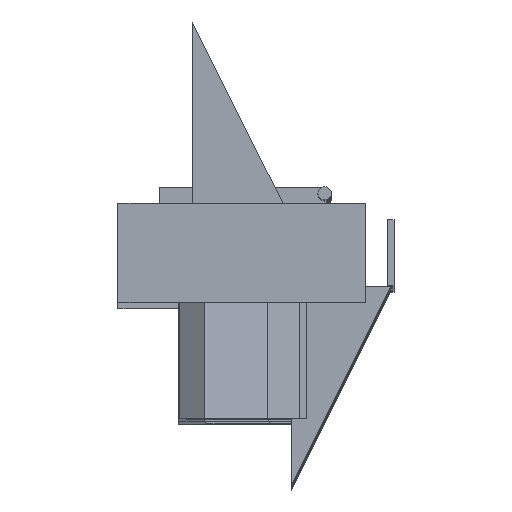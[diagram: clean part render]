
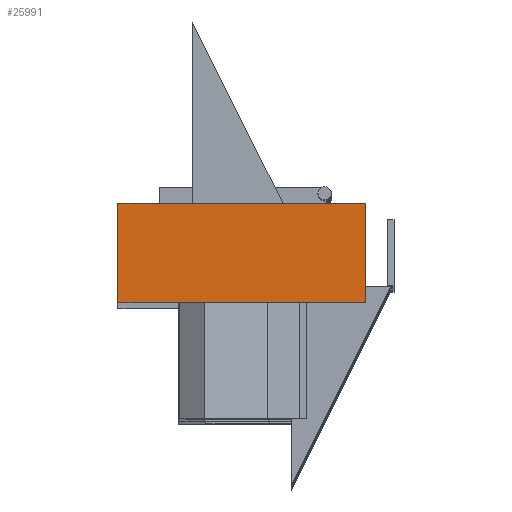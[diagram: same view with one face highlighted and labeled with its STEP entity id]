
A CAD part, top view. The second image highlights one B-rep face of the part: STEP entity #25991.
In plain terms, the highlighted planar face has unit normal (0, 0, 1).
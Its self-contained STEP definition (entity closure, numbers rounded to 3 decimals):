
#25691 = PLANE('',#25692);
#25692 = AXIS2_PLACEMENT_3D('',#25693,#25694,#25695);
#25693 = CARTESIAN_POINT('',(-3.75,-1.5,105.));
#25694 = DIRECTION('',(1.,0.,0.));
#25695 = DIRECTION('',(0.,0.,1.));
#25719 = PLANE('',#25720);
#25720 = AXIS2_PLACEMENT_3D('',#25721,#25722,#25723);
#25721 = CARTESIAN_POINT('',(-3.75,-1.5,105.));
#25722 = DIRECTION('',(0.,1.,0.));
#25723 = DIRECTION('',(0.,0.,1.));
#25747 = PLANE('',#25748);
#25748 = AXIS2_PLACEMENT_3D('',#25749,#25750,#25751);
#25749 = CARTESIAN_POINT('',(3.75,-1.5,105.));
#25750 = DIRECTION('',(1.,0.,0.));
#25751 = DIRECTION('',(0.,0.,1.));
#25773 = PLANE('',#25774);
#25774 = AXIS2_PLACEMENT_3D('',#25775,#25776,#25777);
#25775 = CARTESIAN_POINT('',(-3.75,1.5,105.));
#25776 = DIRECTION('',(0.,1.,0.));
#25777 = DIRECTION('',(0.,0.,1.));
#25795 = VERTEX_POINT('',#25796);
#25796 = CARTESIAN_POINT('',(-3.75,-1.5,110.));
#25819 = VERTEX_POINT('',#25820);
#25820 = CARTESIAN_POINT('',(-3.75,1.5,110.));
#25841 = EDGE_CURVE('',#25795,#25819,#25842,.T.);
#25842 = SURFACE_CURVE('',#25843,(#25847,#25854),.PCURVE_S1.);
#25843 = LINE('',#25844,#25845);
#25844 = CARTESIAN_POINT('',(-3.75,-1.5,110.));
#25845 = VECTOR('',#25846,1.);
#25846 = DIRECTION('',(0.,1.,0.));
#25847 = PCURVE('',#25691,#25848);
#25848 = DEFINITIONAL_REPRESENTATION('',(#25849),#25853);
#25849 = LINE('',#25850,#25851);
#25850 = CARTESIAN_POINT('',(5.,0.));
#25851 = VECTOR('',#25852,1.);
#25852 = DIRECTION('',(0.,-1.));
#25853 = ( GEOMETRIC_REPRESENTATION_CONTEXT(2) 
PARAMETRIC_REPRESENTATION_CONTEXT() REPRESENTATION_CONTEXT('2D SPACE',''
  ) );
#25854 = PCURVE('',#25855,#25860);
#25855 = PLANE('',#25856);
#25856 = AXIS2_PLACEMENT_3D('',#25857,#25858,#25859);
#25857 = CARTESIAN_POINT('',(-3.75,-1.5,110.));
#25858 = DIRECTION('',(0.,0.,1.));
#25859 = DIRECTION('',(1.,0.,0.));
#25860 = DEFINITIONAL_REPRESENTATION('',(#25861),#25865);
#25861 = LINE('',#25862,#25863);
#25862 = CARTESIAN_POINT('',(0.,0.));
#25863 = VECTOR('',#25864,1.);
#25864 = DIRECTION('',(0.,1.));
#25865 = ( GEOMETRIC_REPRESENTATION_CONTEXT(2) 
PARAMETRIC_REPRESENTATION_CONTEXT() REPRESENTATION_CONTEXT('2D SPACE',''
  ) );
#25872 = EDGE_CURVE('',#25819,#25873,#25875,.T.);
#25873 = VERTEX_POINT('',#25874);
#25874 = CARTESIAN_POINT('',(3.75,1.5,110.));
#25875 = SURFACE_CURVE('',#25876,(#25880,#25887),.PCURVE_S1.);
#25876 = LINE('',#25877,#25878);
#25877 = CARTESIAN_POINT('',(-3.75,1.5,110.));
#25878 = VECTOR('',#25879,1.);
#25879 = DIRECTION('',(1.,0.,0.));
#25880 = PCURVE('',#25773,#25881);
#25881 = DEFINITIONAL_REPRESENTATION('',(#25882),#25886);
#25882 = LINE('',#25883,#25884);
#25883 = CARTESIAN_POINT('',(5.,0.));
#25884 = VECTOR('',#25885,1.);
#25885 = DIRECTION('',(0.,1.));
#25886 = ( GEOMETRIC_REPRESENTATION_CONTEXT(2) 
PARAMETRIC_REPRESENTATION_CONTEXT() REPRESENTATION_CONTEXT('2D SPACE',''
  ) );
#25887 = PCURVE('',#25855,#25888);
#25888 = DEFINITIONAL_REPRESENTATION('',(#25889),#25893);
#25889 = LINE('',#25890,#25891);
#25890 = CARTESIAN_POINT('',(0.,3.));
#25891 = VECTOR('',#25892,1.);
#25892 = DIRECTION('',(1.,0.));
#25893 = ( GEOMETRIC_REPRESENTATION_CONTEXT(2) 
PARAMETRIC_REPRESENTATION_CONTEXT() REPRESENTATION_CONTEXT('2D SPACE',''
  ) );
#25921 = EDGE_CURVE('',#25795,#25922,#25924,.T.);
#25922 = VERTEX_POINT('',#25923);
#25923 = CARTESIAN_POINT('',(3.75,-1.5,110.));
#25924 = SURFACE_CURVE('',#25925,(#25929,#25936),.PCURVE_S1.);
#25925 = LINE('',#25926,#25927);
#25926 = CARTESIAN_POINT('',(-3.75,-1.5,110.));
#25927 = VECTOR('',#25928,1.);
#25928 = DIRECTION('',(1.,0.,0.));
#25929 = PCURVE('',#25719,#25930);
#25930 = DEFINITIONAL_REPRESENTATION('',(#25931),#25935);
#25931 = LINE('',#25932,#25933);
#25932 = CARTESIAN_POINT('',(5.,0.));
#25933 = VECTOR('',#25934,1.);
#25934 = DIRECTION('',(0.,1.));
#25935 = ( GEOMETRIC_REPRESENTATION_CONTEXT(2) 
PARAMETRIC_REPRESENTATION_CONTEXT() REPRESENTATION_CONTEXT('2D SPACE',''
  ) );
#25936 = PCURVE('',#25855,#25937);
#25937 = DEFINITIONAL_REPRESENTATION('',(#25938),#25942);
#25938 = LINE('',#25939,#25940);
#25939 = CARTESIAN_POINT('',(0.,0.));
#25940 = VECTOR('',#25941,1.);
#25941 = DIRECTION('',(1.,0.));
#25942 = ( GEOMETRIC_REPRESENTATION_CONTEXT(2) 
PARAMETRIC_REPRESENTATION_CONTEXT() REPRESENTATION_CONTEXT('2D SPACE',''
  ) );
#25971 = EDGE_CURVE('',#25922,#25873,#25972,.T.);
#25972 = SURFACE_CURVE('',#25973,(#25977,#25984),.PCURVE_S1.);
#25973 = LINE('',#25974,#25975);
#25974 = CARTESIAN_POINT('',(3.75,-1.5,110.));
#25975 = VECTOR('',#25976,1.);
#25976 = DIRECTION('',(0.,1.,0.));
#25977 = PCURVE('',#25747,#25978);
#25978 = DEFINITIONAL_REPRESENTATION('',(#25979),#25983);
#25979 = LINE('',#25980,#25981);
#25980 = CARTESIAN_POINT('',(5.,0.));
#25981 = VECTOR('',#25982,1.);
#25982 = DIRECTION('',(0.,-1.));
#25983 = ( GEOMETRIC_REPRESENTATION_CONTEXT(2) 
PARAMETRIC_REPRESENTATION_CONTEXT() REPRESENTATION_CONTEXT('2D SPACE',''
  ) );
#25984 = PCURVE('',#25855,#25985);
#25985 = DEFINITIONAL_REPRESENTATION('',(#25986),#25990);
#25986 = LINE('',#25987,#25988);
#25987 = CARTESIAN_POINT('',(7.5,0.));
#25988 = VECTOR('',#25989,1.);
#25989 = DIRECTION('',(0.,1.));
#25990 = ( GEOMETRIC_REPRESENTATION_CONTEXT(2) 
PARAMETRIC_REPRESENTATION_CONTEXT() REPRESENTATION_CONTEXT('2D SPACE',''
  ) );
#25991 = ADVANCED_FACE('',(#25992),#25855,.T.);
#25992 = FACE_BOUND('',#25993,.T.);
#25993 = EDGE_LOOP('',(#25994,#25995,#25996,#25997));
#25994 = ORIENTED_EDGE('',*,*,#25841,.F.);
#25995 = ORIENTED_EDGE('',*,*,#25921,.T.);
#25996 = ORIENTED_EDGE('',*,*,#25971,.T.);
#25997 = ORIENTED_EDGE('',*,*,#25872,.F.);
